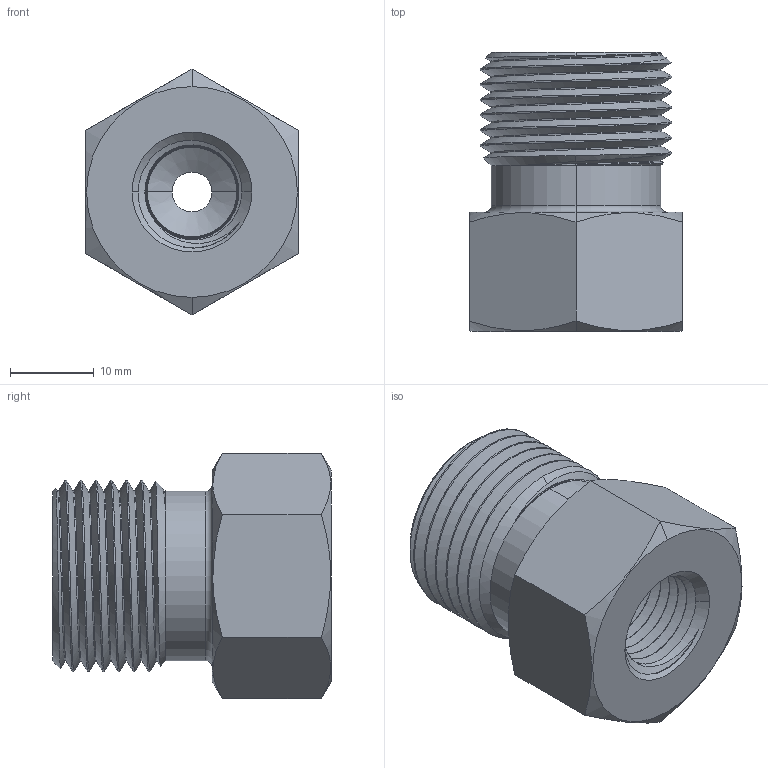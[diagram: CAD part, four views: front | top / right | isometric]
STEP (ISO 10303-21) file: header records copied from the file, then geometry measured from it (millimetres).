
FILE_DESCRIPTION (( 'STEP AP203' ), '1' );
FILE_NAME ('AD-540MCH-4FNPT.STEP', '2025-09-18T13:00:05', ( '' ), ( '' ), 'SwSTEP 2.0', 'SolidWorks 2018', '' );
FILE_SCHEMA (( 'CONFIG_CONTROL_DESIGN' ));
Length unit declared in the file: inch
Products named in the file (1): AD-540MCH-4FNPT
Bounding box: 25.4 x 33.27 x 29.33 mm (x, y, z)
Volume: 11164.5 mm3; surface area: 5517.1 mm2
Topology: 1 solids, 1 shells, 219 faces, 586 edges, 384 vertices
Faces by surface type: plane 77, bspline 66, cylinder 42, cone 30, torus 4
Entity records: 14926 total; most frequent: CARTESIAN_POINT 10081, ORIENTED_EDGE 1172, DIRECTION 690, EDGE_CURVE 586, VERTEX_POINT 384, LINE 298, VECTOR 298, EDGE_LOOP 236
